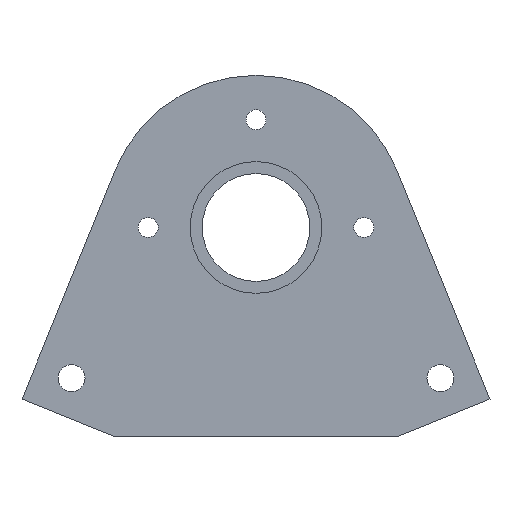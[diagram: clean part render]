
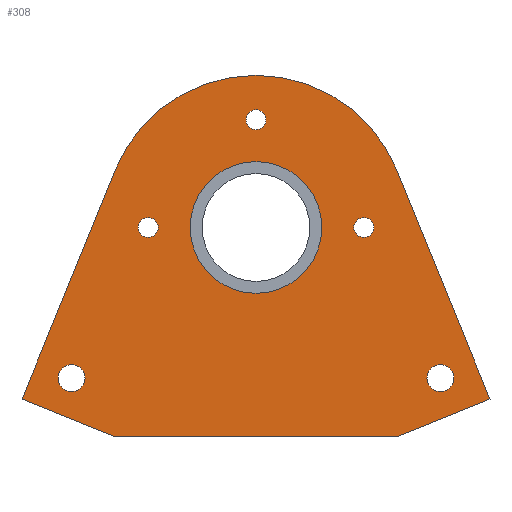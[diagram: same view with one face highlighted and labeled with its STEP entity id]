
A CAD part, front view. The second image highlights one B-rep face of the part: STEP entity #308.
In plain terms, the highlighted planar face has unit normal (0, -1, 0).
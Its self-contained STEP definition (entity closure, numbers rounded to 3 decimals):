
#16=FACE_BOUND('',#68,.T.);
#17=FACE_BOUND('',#69,.T.);
#18=FACE_BOUND('',#70,.T.);
#19=FACE_BOUND('',#71,.T.);
#20=FACE_BOUND('',#72,.T.);
#21=FACE_BOUND('',#73,.T.);
#34=PLANE('',#354);
#50=FACE_OUTER_BOUND('',#67,.T.);
#67=EDGE_LOOP('',(#262,#263,#264,#265,#266,#267));
#68=EDGE_LOOP('',(#268));
#69=EDGE_LOOP('',(#269));
#70=EDGE_LOOP('',(#270));
#71=EDGE_LOOP('',(#271));
#72=EDGE_LOOP('',(#272));
#73=EDGE_LOOP('',(#273));
#90=LINE('',#496,#113);
#94=LINE('',#503,#117);
#97=LINE('',#509,#120);
#100=LINE('',#515,#123);
#103=LINE('',#521,#126);
#113=VECTOR('',#413,10.);
#117=VECTOR('',#419,10.);
#120=VECTOR('',#424,10.);
#123=VECTOR('',#429,10.);
#126=VECTOR('',#434,10.);
#127=CIRCLE('',#325,1.666);
#129=CIRCLE('',#328,1.666);
#131=CIRCLE('',#331,1.666);
#133=CIRCLE('',#334,2.25);
#135=CIRCLE('',#337,2.25);
#137=CIRCLE('',#340,11.);
#142=CIRCLE('',#353,25.4);
#143=VERTEX_POINT('',#447);
#145=VERTEX_POINT('',#453);
#147=VERTEX_POINT('',#459);
#149=VERTEX_POINT('',#465);
#151=VERTEX_POINT('',#471);
#153=VERTEX_POINT('',#477);
#159=VERTEX_POINT('',#493);
#160=VERTEX_POINT('',#495);
#162=VERTEX_POINT('',#501);
#164=VERTEX_POINT('',#507);
#166=VERTEX_POINT('',#513);
#168=VERTEX_POINT('',#519);
#169=EDGE_CURVE('',#143,#143,#127,.T.);
#172=EDGE_CURVE('',#145,#145,#129,.T.);
#175=EDGE_CURVE('',#147,#147,#131,.T.);
#178=EDGE_CURVE('',#149,#149,#133,.T.);
#181=EDGE_CURVE('',#151,#151,#135,.T.);
#184=EDGE_CURVE('',#153,#153,#137,.T.);
#192=EDGE_CURVE('',#160,#159,#90,.T.);
#196=EDGE_CURVE('',#162,#159,#94,.T.);
#199=EDGE_CURVE('',#164,#162,#97,.T.);
#202=EDGE_CURVE('',#164,#166,#100,.T.);
#205=EDGE_CURVE('',#166,#168,#103,.T.);
#207=EDGE_CURVE('',#160,#168,#142,.T.);
#262=ORIENTED_EDGE('',*,*,#199,.F.);
#263=ORIENTED_EDGE('',*,*,#202,.T.);
#264=ORIENTED_EDGE('',*,*,#205,.T.);
#265=ORIENTED_EDGE('',*,*,#207,.F.);
#266=ORIENTED_EDGE('',*,*,#192,.T.);
#267=ORIENTED_EDGE('',*,*,#196,.F.);
#268=ORIENTED_EDGE('',*,*,#169,.T.);
#269=ORIENTED_EDGE('',*,*,#172,.T.);
#270=ORIENTED_EDGE('',*,*,#175,.T.);
#271=ORIENTED_EDGE('',*,*,#178,.T.);
#272=ORIENTED_EDGE('',*,*,#181,.T.);
#273=ORIENTED_EDGE('',*,*,#184,.T.);
#308=ADVANCED_FACE('',(#50,#16,#17,#18,#19,#20,#21),#34,.F.);
#325=AXIS2_PLACEMENT_3D('',#448,#360,#361);
#328=AXIS2_PLACEMENT_3D('',#454,#367,#368);
#331=AXIS2_PLACEMENT_3D('',#460,#374,#375);
#334=AXIS2_PLACEMENT_3D('',#466,#381,#382);
#337=AXIS2_PLACEMENT_3D('',#472,#388,#389);
#340=AXIS2_PLACEMENT_3D('',#478,#395,#396);
#353=AXIS2_PLACEMENT_3D('',#524,#439,#440);
#354=AXIS2_PLACEMENT_3D('',#525,#441,#442);
#360=DIRECTION('center_axis',(0.,1.,0.));
#361=DIRECTION('ref_axis',(0.,0.,-1.));
#367=DIRECTION('center_axis',(0.,1.,0.));
#368=DIRECTION('ref_axis',(0.,0.,-1.));
#374=DIRECTION('center_axis',(0.,1.,0.));
#375=DIRECTION('ref_axis',(0.,0.,-1.));
#381=DIRECTION('center_axis',(0.,1.,0.));
#382=DIRECTION('ref_axis',(0.,0.,-1.));
#388=DIRECTION('center_axis',(0.,1.,0.));
#389=DIRECTION('ref_axis',(0.,0.,-1.));
#395=DIRECTION('center_axis',(0.,1.,0.));
#396=DIRECTION('ref_axis',(1.,0.,0.));
#413=DIRECTION('',(-0.377,0.,-0.926));
#419=DIRECTION('',(-0.926,0.,0.377));
#424=DIRECTION('',(-1.,0.,0.));
#429=DIRECTION('',(0.926,0.,0.377));
#434=DIRECTION('',(-0.377,0.,0.926));
#439=DIRECTION('center_axis',(0.,1.,0.));
#440=DIRECTION('ref_axis',(-0.926,0.,0.377));
#441=DIRECTION('center_axis',(0.,1.,0.));
#442=DIRECTION('ref_axis',(1.,0.,0.));
#447=CARTESIAN_POINT('',(0.,-26.988,172.98));
#448=CARTESIAN_POINT('Origin',(0.,-26.988,171.314));
#453=CARTESIAN_POINT('',(-18.,-26.988,154.98));
#454=CARTESIAN_POINT('Origin',(-18.,-26.988,153.314));
#459=CARTESIAN_POINT('',(18.,-26.988,154.98));
#460=CARTESIAN_POINT('Origin',(18.,-26.988,153.314));
#465=CARTESIAN_POINT('',(-30.801,-26.988,130.386));
#466=CARTESIAN_POINT('Origin',(-30.801,-26.988,128.136));
#471=CARTESIAN_POINT('',(30.801,-26.988,130.386));
#472=CARTESIAN_POINT('Origin',(30.801,-26.988,128.136));
#477=CARTESIAN_POINT('',(-11.,-26.988,153.314));
#478=CARTESIAN_POINT('Origin',(0.,-26.988,153.314));
#493=CARTESIAN_POINT('',(-39.075,-26.988,124.646));
#495=CARTESIAN_POINT('',(-23.53,-26.988,162.881));
#496=CARTESIAN_POINT('',(-23.53,-26.988,162.881));
#501=CARTESIAN_POINT('',(-23.688,-26.988,118.389));
#503=CARTESIAN_POINT('',(-23.688,-26.988,118.389));
#507=CARTESIAN_POINT('',(23.688,-26.988,118.389));
#509=CARTESIAN_POINT('',(0.,-26.988,118.389));
#513=CARTESIAN_POINT('',(39.075,-26.988,124.646));
#515=CARTESIAN_POINT('',(23.688,-26.988,118.389));
#519=CARTESIAN_POINT('',(23.53,-26.988,162.881));
#521=CARTESIAN_POINT('',(76.2,-26.988,33.338));
#524=CARTESIAN_POINT('Origin',(0.,-26.988,153.314));
#525=CARTESIAN_POINT('Origin',(0.,-26.988,148.552));
